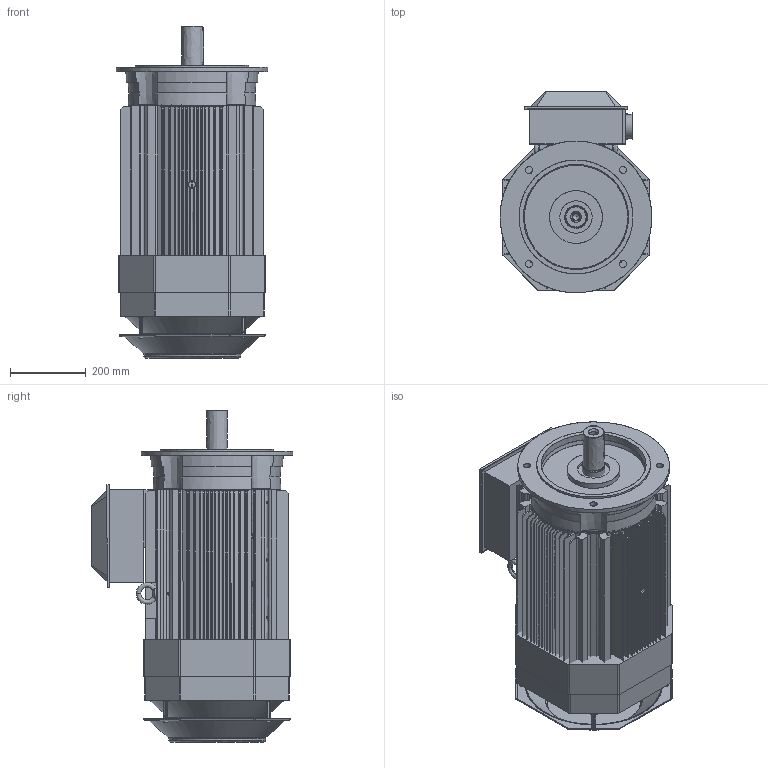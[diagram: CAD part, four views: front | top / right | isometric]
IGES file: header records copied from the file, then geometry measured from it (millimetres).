
Global section: file name: M3AA200Volt.CodeSIE2-IE3B5VC005.igs; native system: NX V8.0; preprocessor: SIEMENS PLM Software NX 8.0; date: 20150723.095942; units: millimetre
Bounding box: 400 x 532.06 x 875.01 mm (x, y, z)
Surface area: 3989158.4 mm2 (no closed solid volume)
Topology: 0 solids, 0 shells, 1254 faces, 22443 edges, 22294 vertices
Faces by surface type: bspline 637, extrusion 617
